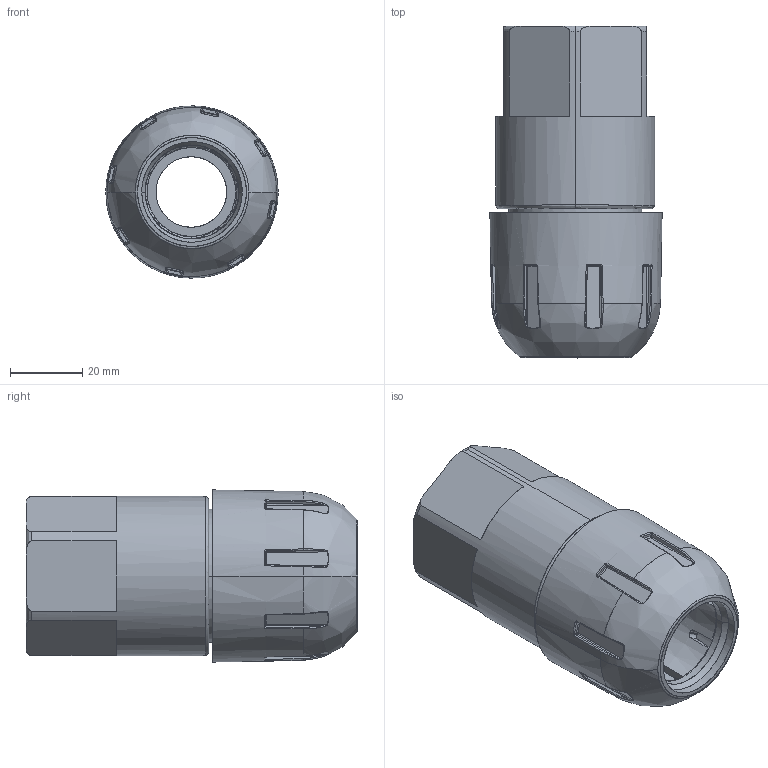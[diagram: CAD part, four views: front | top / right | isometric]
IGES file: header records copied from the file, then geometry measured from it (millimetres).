
Start section: SolidWorks IGES file using analytic representation for surfaces
Global section: file name: F2220.IGS; native system: SolidWorks 2018; preprocessor: SolidWorks 2018; author: andyr; date: 190730.083028; units: millimetre
Bounding box: 47.63 x 91.75 x 47.61 mm (x, y, z)
Surface area: 41146 mm2 (no closed solid volume)
Topology: 0 solids, 0 shells, 708 faces, 7296 edges, 7208 vertices
Faces by surface type: bspline 376, revolution 332
